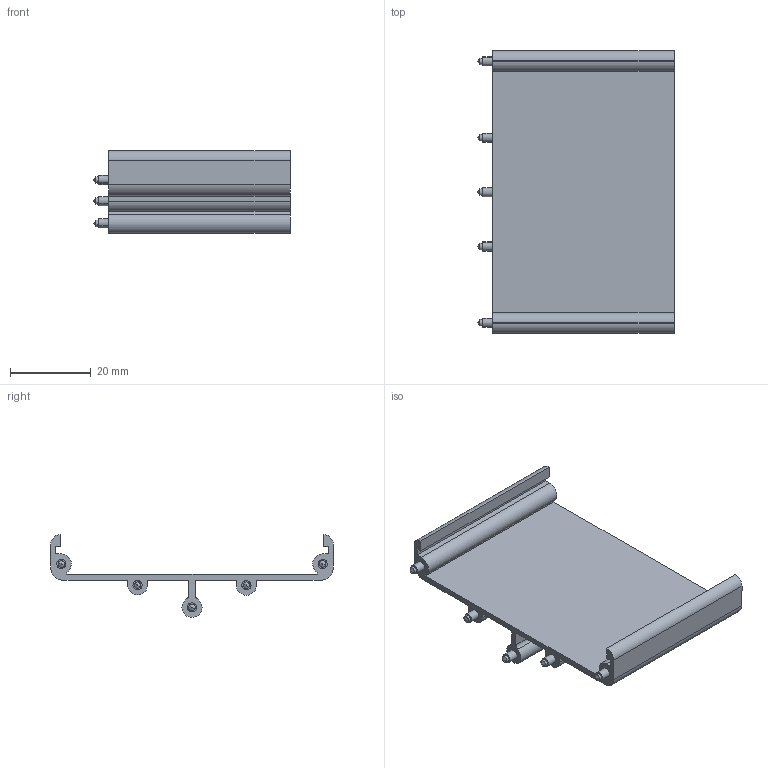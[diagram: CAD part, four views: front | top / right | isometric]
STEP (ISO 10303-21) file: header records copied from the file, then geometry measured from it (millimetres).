
FILE_DESCRIPTION(('CATIA V5 STEP Exchange','CAx-IF Rec.Pracs.--- Model Styling and Organization---1.4--- 2014-01-23'),'2;1');
FILE_NAME ('D1397942_1', '2019-11-12T13:53:26+00:00', ('none'), ('Weidmueller'), 'CATIA Version 5-6 Release 2016 SP3 HF44', 'CATIA V5 STEP AP214', 'none');
FILE_SCHEMA(('AUTOMOTIVE_DESIGN { 1 0 10303 214 1 1 1 1 }'));
Length unit declared in the file: millimetre
Products named in the file (1): 0120060000
Bounding box: 48.64 x 70 x 20.55 mm (x, y, z)
Volume: 9939.7 mm3; surface area: 10336.3 mm2
Topology: 1 solids, 1 shells, 117 faces, 265 edges, 170 vertices
Faces by surface type: cylinder 52, plane 45, cone 20
Entity records: 3090 total; most frequent: ORIENTED_EDGE 530, CARTESIAN_POINT 506, DIRECTION 405, EDGE_CURVE 265, AXIS2_PLACEMENT_3D 195, VERTEX_POINT 170, VECTOR 141, LINE 141
